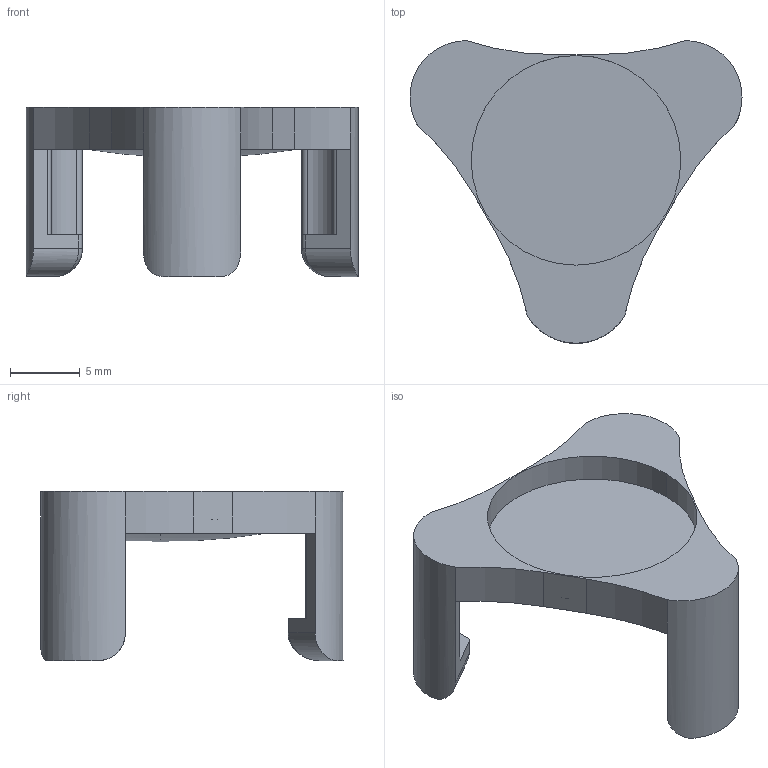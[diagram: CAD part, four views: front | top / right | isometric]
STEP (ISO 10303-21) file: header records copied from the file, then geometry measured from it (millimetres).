
FILE_DESCRIPTION (( 'STEP AP214' ), '1' );
FILE_NAME ('SLA Printed Fingertip Clip.STEP', '2022-10-09T22:29:58', ( '' ), ( '' ), 'SwSTEP 2.0', 'SolidWorks 2022', '' );
FILE_SCHEMA (( 'AUTOMOTIVE_DESIGN' ));
Length unit declared in the file: millimetre
Products named in the file (1): SLA Printed Fingertip Clip
Bounding box: 23.76 x 21.65 x 12.1 mm (x, y, z)
Volume: 971.6 mm3; surface area: 1398.2 mm2
Topology: 1 solids, 1 shells, 55 faces, 144 edges, 88 vertices
Faces by surface type: cylinder 32, plane 18, bspline 3, torus 2
Entity records: 1844 total; most frequent: CARTESIAN_POINT 478, DIRECTION 289, ORIENTED_EDGE 278, EDGE_CURVE 139, AXIS2_PLACEMENT_3D 109, VERTEX_POINT 88, LINE 71, VECTOR 71
